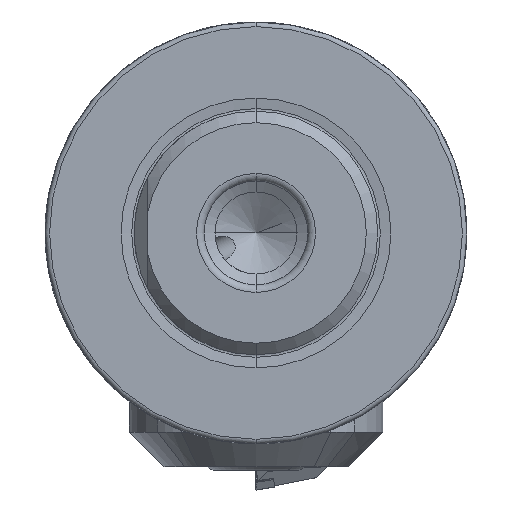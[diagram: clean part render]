
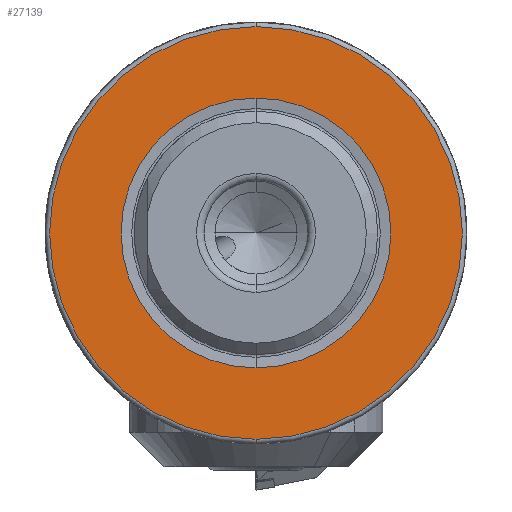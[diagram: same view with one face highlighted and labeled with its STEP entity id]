
A CAD part, left-side view. The second image highlights one B-rep face of the part: STEP entity #27139.
In plain terms, the highlighted planar face has unit normal (-1, 0, 0).
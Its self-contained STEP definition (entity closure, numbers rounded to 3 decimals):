
#16 = DIRECTION ( 'NONE',  ( 0., 0., 1. ) ) ;
#1774 = DIRECTION ( 'NONE',  ( 0., 0., 1. ) ) ;
#2355 = VERTEX_POINT ( 'NONE', #6061 ) ;
#2486 = EDGE_CURVE ( 'NONE', #2355, #24927, #26231, .T. ) ;
#3815 = CARTESIAN_POINT ( 'NONE',  ( 60.7, 0., -17.59 ) ) ;
#5018 = CARTESIAN_POINT ( 'NONE',  ( 60.7, 0., -26.9 ) ) ;
#6061 = CARTESIAN_POINT ( 'NONE',  ( 60.7, 0., 17.59 ) ) ;
#6866 = DIRECTION ( 'NONE',  ( -1., 0., 0. ) ) ;
#7399 = AXIS2_PLACEMENT_3D ( 'NONE', #12470, #26287, #16918 ) ;
#8035 = FACE_OUTER_BOUND ( 'NONE', #24727, .T. ) ;
#9676 = VERTEX_POINT ( 'NONE', #16110 ) ;
#9710 = EDGE_CURVE ( 'NONE', #9676, #19582, #18002, .T. ) ;
#10121 = ORIENTED_EDGE ( 'NONE', *, *, #18298, .T. ) ;
#11132 = DIRECTION ( 'NONE',  ( 0., 0., 1. ) ) ;
#12470 = CARTESIAN_POINT ( 'NONE',  ( 60.7, 26.9, 0. ) ) ;
#13400 = CARTESIAN_POINT ( 'NONE',  ( 60.7, 0., 0. ) ) ;
#13544 = DIRECTION ( 'NONE',  ( -1., 0., 0. ) ) ;
#13606 = ORIENTED_EDGE ( 'NONE', *, *, #9710, .T. ) ;
#15663 = DIRECTION ( 'NONE',  ( -1., 0., 0. ) ) ;
#15734 = CARTESIAN_POINT ( 'NONE',  ( 60.7, 0., 0. ) ) ;
#16110 = CARTESIAN_POINT ( 'NONE',  ( 60.7, 0., 26.9 ) ) ;
#16484 = ORIENTED_EDGE ( 'NONE', *, *, #20742, .F. ) ;
#16674 = DIRECTION ( 'NONE',  ( -1., 0., 0. ) ) ;
#16918 = DIRECTION ( 'NONE',  ( 0., 0., -1. ) ) ;
#17948 = CARTESIAN_POINT ( 'NONE',  ( 60.7, 0., 0. ) ) ;
#18002 = CIRCLE ( 'NONE', #19975, 26.9 ) ;
#18298 = EDGE_CURVE ( 'NONE', #19582, #9676, #26654, .T. ) ;
#19582 = VERTEX_POINT ( 'NONE', #5018 ) ;
#19899 = EDGE_LOOP ( 'NONE', ( #21080, #16484 ) ) ;
#19975 = AXIS2_PLACEMENT_3D ( 'NONE', #17948, #15663, #25475 ) ;
#20742 = EDGE_CURVE ( 'NONE', #24927, #2355, #25180, .T. ) ;
#21005 = CARTESIAN_POINT ( 'NONE',  ( 60.7, 0., 0. ) ) ;
#21080 = ORIENTED_EDGE ( 'NONE', *, *, #2486, .F. ) ;
#23785 = AXIS2_PLACEMENT_3D ( 'NONE', #13400, #13544, #1774 ) ;
#23840 = FACE_BOUND ( 'NONE', #19899, .T. ) ;
#24727 = EDGE_LOOP ( 'NONE', ( #13606, #10121 ) ) ;
#24927 = VERTEX_POINT ( 'NONE', #3815 ) ;
#25180 = CIRCLE ( 'NONE', #29582, 17.59 ) ;
#25475 = DIRECTION ( 'NONE',  ( 0., 0., 1. ) ) ;
#26231 = CIRCLE ( 'NONE', #23785, 17.59 ) ;
#26287 = DIRECTION ( 'NONE',  ( 1., 0., 0. ) ) ;
#26654 = CIRCLE ( 'NONE', #29058, 26.9 ) ;
#27139 = ADVANCED_FACE ( 'NONE', ( #23840, #8035 ), #29012, .F. ) ;
#29012 = PLANE ( 'NONE',  #7399 ) ;
#29058 = AXIS2_PLACEMENT_3D ( 'NONE', #15734, #6866, #11132 ) ;
#29582 = AXIS2_PLACEMENT_3D ( 'NONE', #21005, #16674, #16 ) ;
